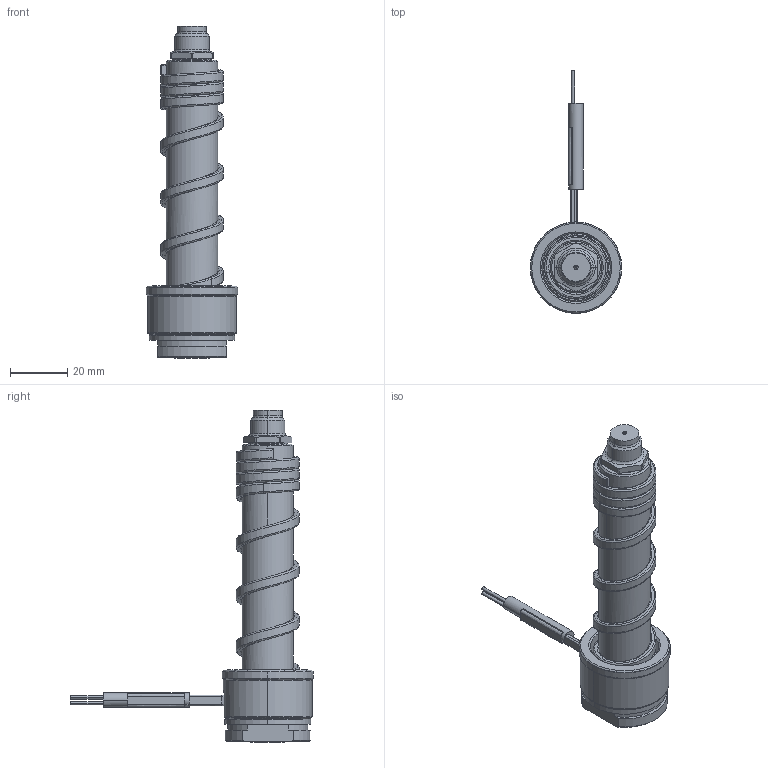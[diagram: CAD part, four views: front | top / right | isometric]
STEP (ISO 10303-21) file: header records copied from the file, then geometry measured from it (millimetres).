
FILE_DESCRIPTION((''),'2;1');
FILE_NAME('SM-116-BEU-N','2014-02-26T',('Íàòàëüÿ'),('IMID'),'PRO/ENGINEER BY PARAMETRIC TECHNOLOGY CORPORATION, 2010180','PRO/ENGINEER BY PARAMETRIC TECHNOLOGY CORPORATION, 2010180','');
FILE_SCHEMA(('CONFIG_CONTROL_DESIGN'));
Length unit declared in the file: millimetre
Products named in the file (1): SM-116-BEU-N
Bounding box: 32 x 85 x 116.2 mm (x, y, z)
Volume: 38046.7 mm3; surface area: 20241.2 mm2
Topology: 1 solids, 9 shells, 334 faces, 863 edges, 515 vertices
Faces by surface type: cylinder 112, bspline 67, cone 60, plane 51, torus 26, revolution 9, extrusion 7, sphere 2
Entity records: 18394 total; most frequent: CARTESIAN_POINT 10693, ORIENTED_EDGE 1686, DIRECTION 1465, EDGE_CURVE 855, AXIS2_PLACEMENT_3D 580, VERTEX_POINT 515, EDGE_LOOP 356, FACE_OUTER_BOUND 334
